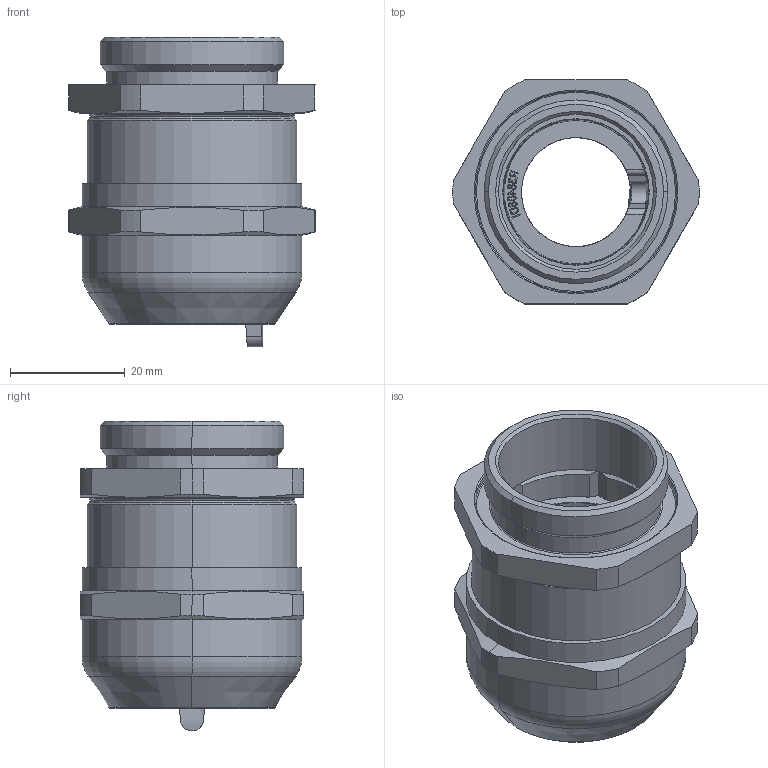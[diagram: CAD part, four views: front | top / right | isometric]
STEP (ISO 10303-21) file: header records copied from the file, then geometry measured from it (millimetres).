
FILE_DESCRIPTION (( 'STEP AP203' ), '1' );
FILE_NAME ('32DTSME1TA5.STEP', '2020-07-28T09:35:56', ( '' ), ( '' ), 'SwSTEP 2.0', 'SolidWorks 2017', '' );
FILE_SCHEMA (( 'CONFIG_CONTROL_DESIGN' ));
Length unit declared in the file: millimetre
Products named in the file (1): 32DTSME1TA5
Bounding box: 42.9 x 39 x 53.99 mm (x, y, z)
Surface area: 15091.6 mm2 (no closed solid volume)
Topology: 0 solids, 35 shells, 304 faces, 1154 edges, 879 vertices
Faces by surface type: plane 103, cylinder 70, torus 56, bspline 39, cone 36
Entity records: 17701 total; most frequent: CARTESIAN_POINT 9095, ORIENTED_EDGE 1650, DIRECTION 1483, EDGE_CURVE 1154, VERTEX_POINT 879, AXIS2_PLACEMENT_3D 555, B_SPLINE_CURVE_WITH_KNOTS 470, VECTOR 373
